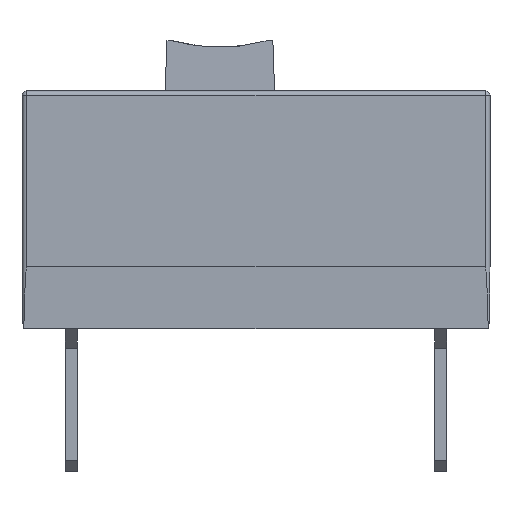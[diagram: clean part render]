
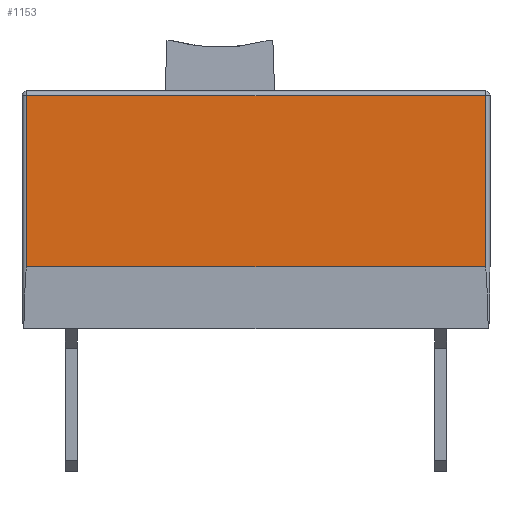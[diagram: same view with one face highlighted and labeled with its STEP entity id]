
A CAD part, left-side view. The second image highlights one B-rep face of the part: STEP entity #1153.
In plain terms, the highlighted planar face has unit normal (-1, 0, 0).
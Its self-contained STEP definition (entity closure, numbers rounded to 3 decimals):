
#1114=CARTESIAN_POINT('',(-3.175,-4.726,5.181));
#1115=VERTEX_POINT('',#1114);
#1116=CARTESIAN_POINT('',(-3.175,4.726,5.181));
#1117=VERTEX_POINT('',#1116);
#1118=CARTESIAN_POINT('',(-3.175,4.826,5.181));
#1119=DIRECTION('',(-0.0,1.0,0.0));
#1120=VECTOR('',#1119,1.0);
#1121=LINE('',#1118,#1120);
#1122=EDGE_CURVE('n� 4419',#1115,#1117,#1121,.T.);
#1123=ORIENTED_EDGE('',*,*,#1122,.T.);
#1124=CARTESIAN_POINT('',(-3.175,4.726,1.651));
#1125=VERTEX_POINT('',#1124);
#1126=CARTESIAN_POINT('',(-3.175,4.726,5.281));
#1127=DIRECTION('',(0.0,0.0,-1.0));
#1128=VECTOR('',#1127,1.0);
#1129=LINE('',#1126,#1128);
#1130=EDGE_CURVE('n� 4424',#1117,#1125,#1129,.T.);
#1131=ORIENTED_EDGE('',*,*,#1130,.T.);
#1132=CARTESIAN_POINT('',(-3.175,-4.726,1.651));
#1133=VERTEX_POINT('',#1132);
#1134=CARTESIAN_POINT('',(-3.175,4.826,1.651));
#1135=DIRECTION('',(0.0,-1.0,0.0));
#1136=VECTOR('',#1135,1.0);
#1137=LINE('',#1134,#1136);
#1138=EDGE_CURVE('n� 4410',#1125,#1133,#1137,.T.);
#1139=ORIENTED_EDGE('',*,*,#1138,.T.);
#1140=CARTESIAN_POINT('',(-3.175,-4.726,5.281));
#1141=DIRECTION('',(0.0,0.0,1.0));
#1142=VECTOR('',#1141,1.0);
#1143=LINE('',#1140,#1142);
#1144=EDGE_CURVE('n� 4422',#1133,#1115,#1143,.T.);
#1145=ORIENTED_EDGE('',*,*,#1144,.T.);
#1146=EDGE_LOOP('',(#1123,#1131,#1139,#1145));
#1147=FACE_OUTER_BOUND('',#1146,.T.);
#1148=CARTESIAN_POINT('',(-3.175,4.826,5.281));
#1149=DIRECTION('',(1.0,0.0,0.0));
#1150=DIRECTION('',(0.0,0.0,-1.0));
#1151=AXIS2_PLACEMENT_3D('',#1148,#1149,#1150);
#1152=PLANE('',#1151);
#1153=ADVANCED_FACE('n� 85',(#1147),#1152,.F.);
